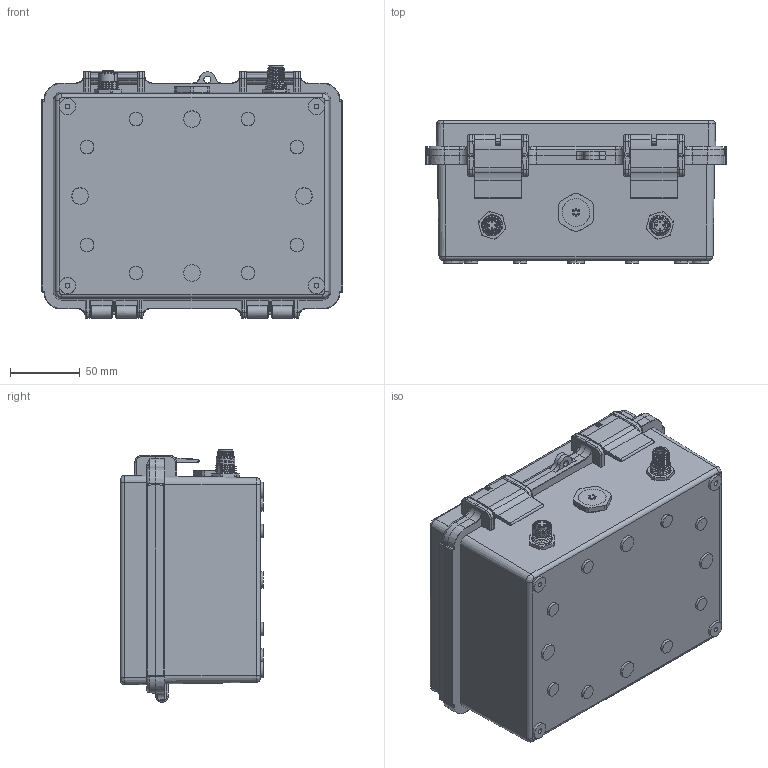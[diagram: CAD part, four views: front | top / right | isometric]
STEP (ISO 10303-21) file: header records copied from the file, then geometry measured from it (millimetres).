
FILE_DESCRIPTION((''),'2;1');
FILE_NAME('237171_SM01_ASM','2024-08-01T12:40:52',('banengservice'),('BANNER ENGINEERING'),'CREO PARAMETRIC BY PTC INC, 2022414','CREO PARAMETRIC BY PTC INC, 2022414','');
FILE_SCHEMA(('CONFIG_CONTROL_DESIGN'));
Products named in the file (2): 237171_EP01; 237171_SM01_ASM
Assembly tree (1 placements, depth 2):
  237171_SM01_ASM
    237171_EP01
Bounding box: 215.5 x 102 x 180.62 mm (x, y, z)
Volume: 427366.7 mm3; surface area: 288626.8 mm2
Topology: 3 solids, 4 shells, 1647 faces, 4202 edges, 2596 vertices
Faces by surface type: cylinder 634, plane 494, cone 202, bspline 184, torus 97, sphere 32, revolution 4
Entity records: 65762 total; most frequent: CARTESIAN_POINT 27681, ORIENTED_EDGE 8292, DIRECTION 7394, EDGE_CURVE 4146, AXIS2_PLACEMENT_3D 2831, VERTEX_POINT 2595, EDGE_LOOP 1795, VECTOR 1728
